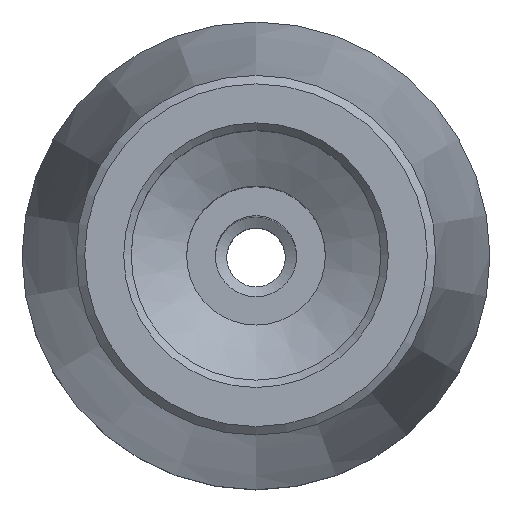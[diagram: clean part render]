
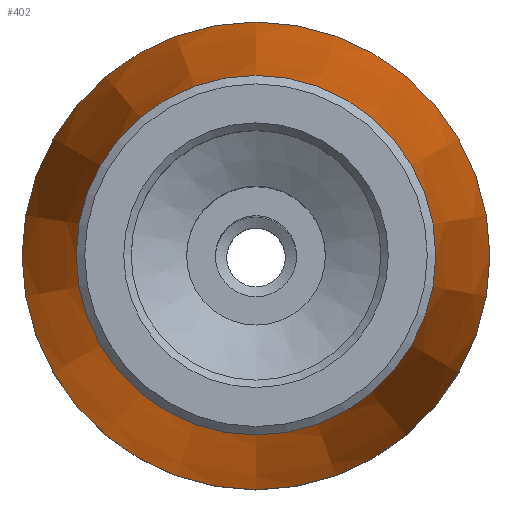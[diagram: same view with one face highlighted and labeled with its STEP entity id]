
A CAD part, top view. The second image highlights one B-rep face of the part: STEP entity #402.
In plain terms, the highlighted conical face has half-angle 8 degrees and reference radius 14.061 mm.
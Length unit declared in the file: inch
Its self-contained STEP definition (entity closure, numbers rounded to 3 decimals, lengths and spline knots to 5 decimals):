
#54=FACE_OUTER_BOUND('',#86,.T.);
#86=EDGE_LOOP('',(#334,#335,#336,#337,#338));
#109=LINE('',#718,#130);
#130=VECTOR('',#593,0.55358);
#161=CIRCLE('',#466,0.6275);
#163=CIRCLE('',#470,0.48243);
#164=CIRCLE('',#471,0.48243);
#196=VERTEX_POINT('',#710);
#197=VERTEX_POINT('',#717);
#198=VERTEX_POINT('',#719);
#242=EDGE_CURVE('',#196,#196,#161,.T.);
#245=EDGE_CURVE('',#196,#197,#109,.T.);
#246=EDGE_CURVE('',#198,#197,#163,.T.);
#247=EDGE_CURVE('',#197,#198,#164,.T.);
#334=ORIENTED_EDGE('',*,*,#242,.F.);
#335=ORIENTED_EDGE('',*,*,#245,.T.);
#336=ORIENTED_EDGE('',*,*,#246,.F.);
#337=ORIENTED_EDGE('',*,*,#247,.F.);
#338=ORIENTED_EDGE('',*,*,#245,.F.);
#378=CONICAL_SURFACE('',#469,0.55358,0.14);
#402=ADVANCED_FACE('',(#54),#378,.T.);
#466=AXIS2_PLACEMENT_3D('',#712,#584,#585);
#469=AXIS2_PLACEMENT_3D('',#716,#591,#592);
#470=AXIS2_PLACEMENT_3D('',#720,#594,#595);
#471=AXIS2_PLACEMENT_3D('',#721,#596,#597);
#584=DIRECTION('center_axis',(0.,0.,-1.));
#585=DIRECTION('ref_axis',(1.,0.,0.));
#591=DIRECTION('center_axis',(0.,0.,-1.));
#592=DIRECTION('ref_axis',(0.,1.,0.));
#593=DIRECTION('',(0.,0.139,0.99));
#594=DIRECTION('center_axis',(0.,0.,1.));
#595=DIRECTION('ref_axis',(0.,-1.,0.));
#596=DIRECTION('center_axis',(0.,0.,1.));
#597=DIRECTION('ref_axis',(0.,-1.,0.));
#710=CARTESIAN_POINT('',(0.,-0.6275,-1.052));
#712=CARTESIAN_POINT('Origin',(0.,0.,-1.052));
#716=CARTESIAN_POINT('Origin',(0.,0.,-0.526));
#717=CARTESIAN_POINT('',(0.,-0.48243,-0.01981));
#718=CARTESIAN_POINT('',(0.,-0.55358,-0.526));
#719=CARTESIAN_POINT('',(0.,0.48243,-0.01981));
#720=CARTESIAN_POINT('Origin',(0.,0.,-0.01981));
#721=CARTESIAN_POINT('Origin',(0.,0.,-0.01981));
